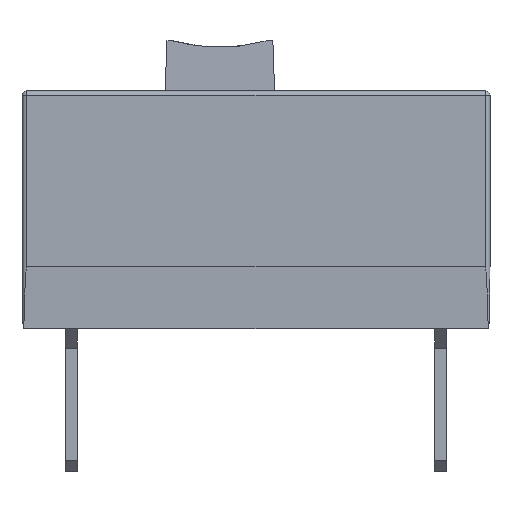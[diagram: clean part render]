
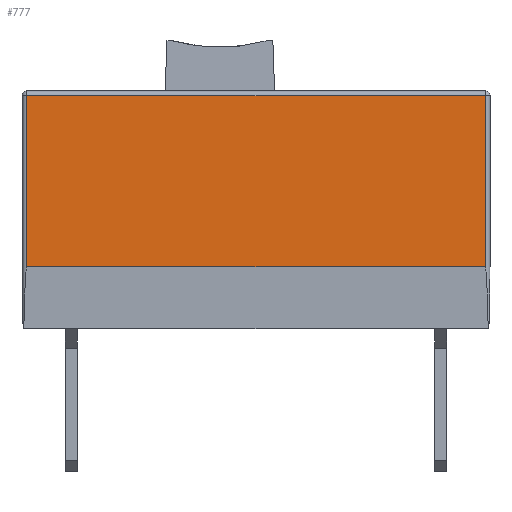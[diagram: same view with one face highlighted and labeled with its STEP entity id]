
A CAD part, left-side view. The second image highlights one B-rep face of the part: STEP entity #777.
In plain terms, the highlighted planar face has unit normal (-1, 0, 0).
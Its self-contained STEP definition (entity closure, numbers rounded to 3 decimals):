
#738=CARTESIAN_POINT('',(-1.895,-4.726,5.181));
#739=VERTEX_POINT('',#738);
#740=CARTESIAN_POINT('',(-1.895,4.726,5.181));
#741=VERTEX_POINT('',#740);
#742=CARTESIAN_POINT('',(-1.895,4.826,5.181));
#743=DIRECTION('',(-0.0,1.0,0.0));
#744=VECTOR('',#743,1.0);
#745=LINE('',#742,#744);
#746=EDGE_CURVE('n� 2803',#739,#741,#745,.T.);
#747=ORIENTED_EDGE('',*,*,#746,.T.);
#748=CARTESIAN_POINT('',(-1.895,4.726,1.651));
#749=VERTEX_POINT('',#748);
#750=CARTESIAN_POINT('',(-1.895,4.726,5.281));
#751=DIRECTION('',(0.0,0.0,-1.0));
#752=VECTOR('',#751,1.0);
#753=LINE('',#750,#752);
#754=EDGE_CURVE('n� 2808',#741,#749,#753,.T.);
#755=ORIENTED_EDGE('',*,*,#754,.T.);
#756=CARTESIAN_POINT('',(-1.895,-4.726,1.651));
#757=VERTEX_POINT('',#756);
#758=CARTESIAN_POINT('',(-1.895,4.826,1.651));
#759=DIRECTION('',(0.0,-1.0,0.0));
#760=VECTOR('',#759,1.0);
#761=LINE('',#758,#760);
#762=EDGE_CURVE('n� 2794',#749,#757,#761,.T.);
#763=ORIENTED_EDGE('',*,*,#762,.T.);
#764=CARTESIAN_POINT('',(-1.895,-4.726,5.281));
#765=DIRECTION('',(0.0,0.0,1.0));
#766=VECTOR('',#765,1.0);
#767=LINE('',#764,#766);
#768=EDGE_CURVE('n� 2806',#757,#739,#767,.T.);
#769=ORIENTED_EDGE('',*,*,#768,.T.);
#770=EDGE_LOOP('',(#747,#755,#763,#769));
#771=FACE_OUTER_BOUND('',#770,.T.);
#772=CARTESIAN_POINT('',(-1.895,4.826,5.281));
#773=DIRECTION('',(1.0,0.0,0.0));
#774=DIRECTION('',(0.0,0.0,-1.0));
#775=AXIS2_PLACEMENT_3D('',#772,#773,#774);
#776=PLANE('',#775);
#777=ADVANCED_FACE('n� 85',(#771),#776,.F.);
